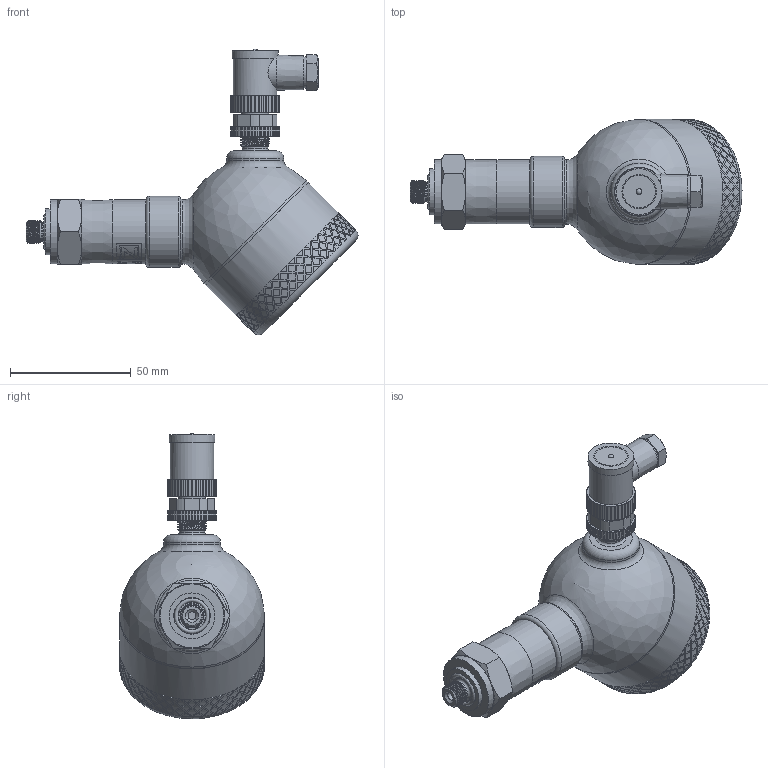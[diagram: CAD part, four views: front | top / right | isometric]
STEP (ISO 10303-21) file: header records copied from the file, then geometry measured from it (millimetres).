
FILE_DESCRIPTION(/* description */ (''),/* implementation_level */ '2;1');
FILE_NAME(/* name */ 'APZ3421FH_11_M12x1-angular_display.step',/* time_stamp */ '2021-06-30T15:13:08+03:00',/* author */ (''),/* organization */ (''),/* preprocessor_version */ 'ST-DEVELOPER v18.1',/* originating_system */ 'Autodesk Translation Framework v10.9.0.1377',/* authorisation */ '');
FILE_SCHEMA (('AUTOMOTIVE_DESIGN { 1 0 10303 214 3 1 1 }'));
Length unit declared in the file: millimetre
Products named in the file (8): Полевой корпус 
3420 3421 3230 заполненный; G 1\8 DIN; FieldHousing Assembly v16; main body; Дисплей; Крышка для 
дисплея; Адаптер М12х1; M12x1 female angular v10
Assembly tree (7 placements, depth 3):
  Полевой корпус 
3420 3421 3230 заполненный
    G 1\8 DIN
    FieldHousing Assembly v16
      main body
      Дисплей
      Крышка для 
дисплея
      Адаптер М12х1
      M12x1 female angular v10
Bounding box: 137.38 x 60.1 x 118.16 mm (x, y, z)
Volume: 181299.5 mm3; surface area: 52333.3 mm2
Topology: 16 solids, 16 shells, 1774 faces, 4516 edges, 2985 vertices
Faces by surface type: bspline 928, cylinder 508, plane 280, cone 30, torus 24, sphere 4
Full cylindrical faces by diameter (mm): 1 x4, 3.3 x1, 5 x4, 7 x1, 8 x2, 8.566 x5, 9.3 x1, 9.471 x2, 10.5 x2, 10.741 x7, 11.035 x4, 11.156 x1, 11.5 x1, 11.884 x6, 12.152 x4, 13 x1, 14.7 x1, 18 x1, 19 x2, 19.7 x1, 21.6 x1, 22.4 x1, 23.6 x1, 24.5 x2, 26.5 x1, 29.5 x1, 41 x3, 46 x2, 52.5 x1, 57.2 x1
Entity records: 73720 total; most frequent: CARTESIAN_POINT 37792, ORIENTED_EDGE 9030, EDGE_CURVE 4515, DIRECTION 4372, VERTEX_POINT 2985, B_SPLINE_CURVE_WITH_KNOTS 2665, EDGE_LOOP 2024, FACE_OUTER_BOUND 1774
